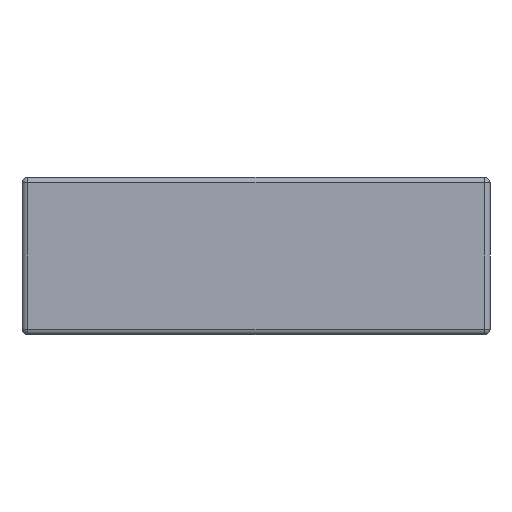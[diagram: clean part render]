
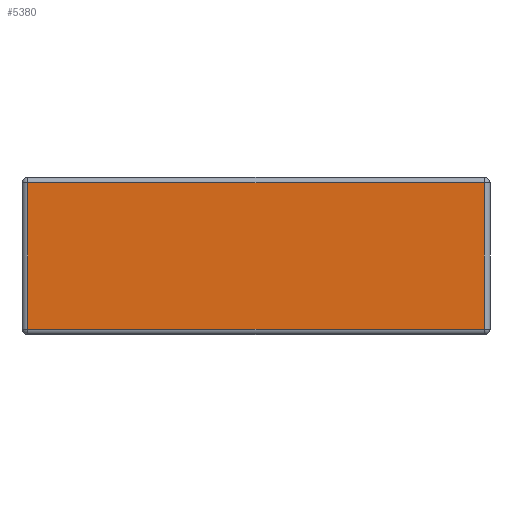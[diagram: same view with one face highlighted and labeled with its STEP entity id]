
A CAD part, front view. The second image highlights one B-rep face of the part: STEP entity #5380.
In plain terms, the highlighted planar face has unit normal (0, -1, 0).
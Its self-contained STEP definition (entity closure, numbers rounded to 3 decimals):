
#143 = EDGE_LOOP ( 'NONE', ( #3342, #2664, #5274, #631 ) ) ;
#452 = DIRECTION ( 'NONE',  ( -1., 0., 0. ) ) ;
#631 = ORIENTED_EDGE ( 'NONE', *, *, #3514, .T. ) ;
#781 = LINE ( 'NONE', #1431, #3125 ) ;
#823 = DIRECTION ( 'NONE',  ( 0., 0., -1. ) ) ;
#853 = DIRECTION ( 'NONE',  ( 0., 1., 0. ) ) ;
#886 = CARTESIAN_POINT ( 'NONE',  ( -62.5, -33., 40.5 ) ) ;
#1032 = LINE ( 'NONE', #3133, #4317 ) ;
#1260 = DIRECTION ( 'NONE',  ( 0., 0., 1. ) ) ;
#1314 = CARTESIAN_POINT ( 'NONE',  ( -61., -33., 1.5 ) ) ;
#1422 = FACE_OUTER_BOUND ( 'NONE', #143, .T. ) ;
#1431 = CARTESIAN_POINT ( 'NONE',  ( 61., -33., 42. ) ) ;
#1455 = DIRECTION ( 'NONE',  ( 0., 0., 1. ) ) ;
#1528 = CARTESIAN_POINT ( 'NONE',  ( 61., -33., 40.5 ) ) ;
#1781 = CARTESIAN_POINT ( 'NONE',  ( -62.5, -33., 42. ) ) ;
#2538 = EDGE_CURVE ( 'NONE', #3203, #4364, #781, .T. ) ;
#2664 = ORIENTED_EDGE ( 'NONE', *, *, #3851, .T. ) ;
#2926 = VECTOR ( 'NONE', #4422, 1000. ) ;
#3125 = VECTOR ( 'NONE', #1455, 1000. ) ;
#3133 = CARTESIAN_POINT ( 'NONE',  ( -61., -33., 42. ) ) ;
#3203 = VERTEX_POINT ( 'NONE', #4396 ) ;
#3262 = EDGE_CURVE ( 'NONE', #3779, #5855, #1032, .T. ) ;
#3302 = VECTOR ( 'NONE', #452, 1000. ) ;
#3342 = ORIENTED_EDGE ( 'NONE', *, *, #3262, .T. ) ;
#3379 = AXIS2_PLACEMENT_3D ( 'NONE', #1781, #853, #1260 ) ;
#3514 = EDGE_CURVE ( 'NONE', #4364, #3779, #4673, .T. ) ;
#3637 = PLANE ( 'NONE',  #3379 ) ;
#3779 = VERTEX_POINT ( 'NONE', #5535 ) ;
#3851 = EDGE_CURVE ( 'NONE', #5855, #3203, #5634, .T. ) ;
#4317 = VECTOR ( 'NONE', #823, 1000. ) ;
#4364 = VERTEX_POINT ( 'NONE', #1528 ) ;
#4396 = CARTESIAN_POINT ( 'NONE',  ( 61., -33., 1.5 ) ) ;
#4422 = DIRECTION ( 'NONE',  ( 1., 0., 0. ) ) ;
#4673 = LINE ( 'NONE', #886, #3302 ) ;
#5274 = ORIENTED_EDGE ( 'NONE', *, *, #2538, .T. ) ;
#5380 = ADVANCED_FACE ( 'NONE', ( #1422 ), #3637, .F. ) ;
#5535 = CARTESIAN_POINT ( 'NONE',  ( -61., -33., 40.5 ) ) ;
#5634 = LINE ( 'NONE', #5829, #2926 ) ;
#5829 = CARTESIAN_POINT ( 'NONE',  ( 62.5, -33., 1.5 ) ) ;
#5855 = VERTEX_POINT ( 'NONE', #1314 ) ;
